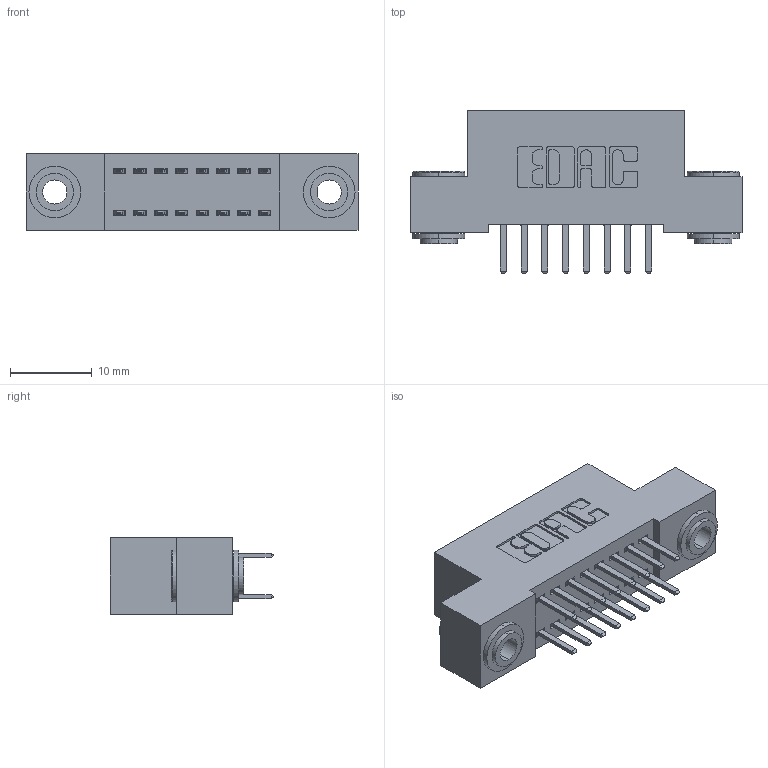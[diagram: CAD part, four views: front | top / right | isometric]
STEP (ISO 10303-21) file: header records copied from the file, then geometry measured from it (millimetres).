
FILE_DESCRIPTION (( 'STEP AP203' ), '1' );
FILE_NAME ('392-016-520-203.STEP', '2019-10-07T02:56:51', ( '' ), ( '' ), 'SwSTEP 2.0', 'SolidWorks 2016', '' );
FILE_SCHEMA (( 'CONFIG_CONTROL_DESIGN' ));
Length unit declared in the file: inch
Products named in the file (4): 342-250-002_345-250-002-102; 392-016-520-203; 342 Part_.156 TH; 345-292-001_345-293-120
Assembly tree (19 placements, depth 2):
  392-016-520-203
    342 Part_.156 TH
    345-292-001_345-293-120  x16
    342-250-002_345-250-002-102  x2
Bounding box: 40.64 x 20.02 x 9.4 mm (x, y, z)
Volume: 3506.4 mm3; surface area: 5067.2 mm2
Topology: 19 solids, 19 shells, 1044 faces, 2983 edges, 1942 vertices
Faces by surface type: plane 684, cylinder 352, cone 8
Entity records: 10176 total; most frequent: CARTESIAN_POINT 1713, ORIENTED_EDGE 1630, DIRECTION 1545, EDGE_CURVE 815, LINE 659, VECTOR 659, VERTEX_POINT 538, AXIS2_PLACEMENT_3D 443
